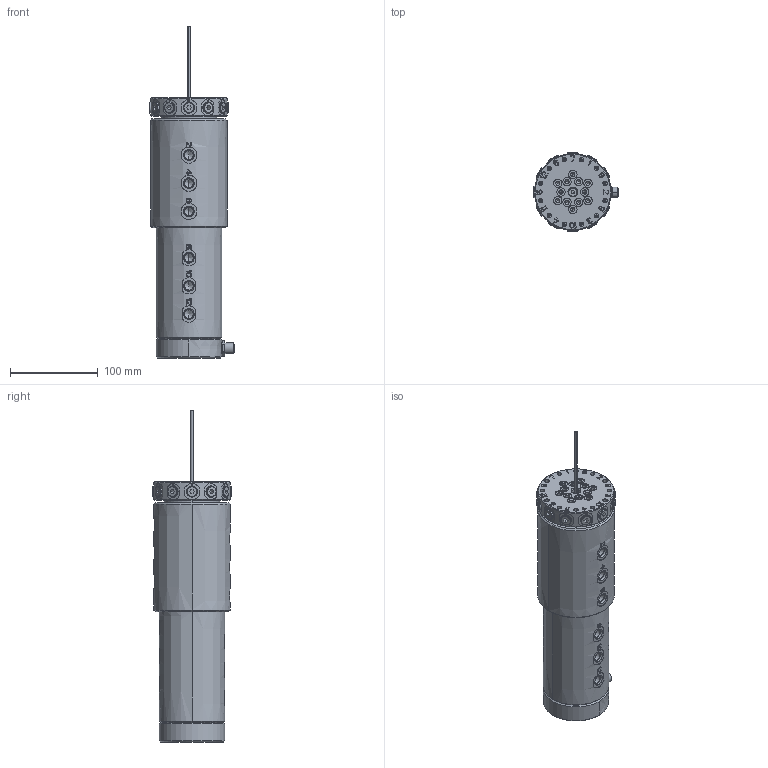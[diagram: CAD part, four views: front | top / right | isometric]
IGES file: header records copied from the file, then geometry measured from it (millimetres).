
Start section:  PTC IGES file: ilc32122413es12a.igs
Global section: file name: ilc32122413es12a.igs; native system: Creo Parametric by PTC Inc.; preprocessor: 2021164; author: Jweaver; organization: Unknown; date: 20230218.111435; units: inch
Bounding box: 97.46 x 90.34 x 378.61 mm (x, y, z)
Surface area: 127788.5 mm2 (no closed solid volume)
Topology: 0 solids, 0 shells, 2027 faces, 11174 edges, 11102 vertices
Faces by surface type: bspline 1585, revolution 442
